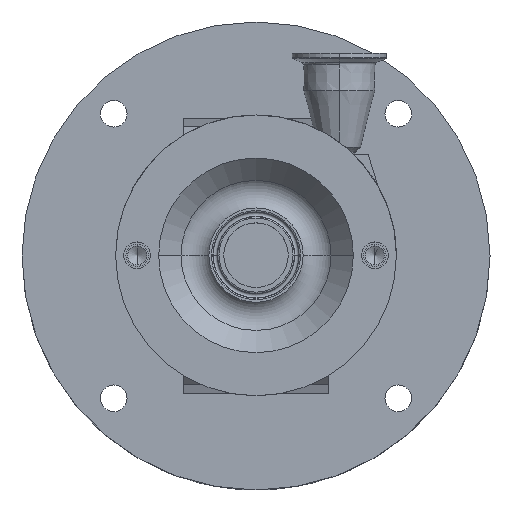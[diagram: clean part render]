
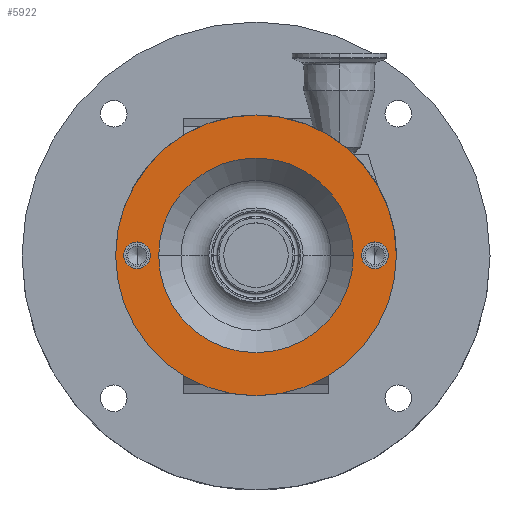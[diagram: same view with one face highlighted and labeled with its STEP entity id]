
A CAD part, top view. The second image highlights one B-rep face of the part: STEP entity #5922.
In plain terms, the highlighted planar face has unit normal (0, 0, 1).
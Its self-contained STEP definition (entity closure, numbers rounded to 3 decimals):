
#3 = DIRECTION ( 'NONE',  ( 0., 0., 1. ) ) ;
#4 = CARTESIAN_POINT ( 'NONE',  ( -75., 0., 209.1 ) ) ;
#111 = VERTEX_POINT ( 'NONE', #230 ) ;
#163 = EDGE_LOOP ( 'NONE', ( #3010, #2685 ) ) ;
#230 = CARTESIAN_POINT ( 'NONE',  ( 52., 0., 209.1 ) ) ;
#262 = FACE_OUTER_BOUND ( 'NONE', #5449, .T. ) ;
#340 = PLANE ( 'NONE',  #2593 ) ;
#411 = EDGE_CURVE ( 'NONE', #2543, #438, #3499, .T. ) ;
#418 = VERTEX_POINT ( 'NONE', #4368 ) ;
#438 = VERTEX_POINT ( 'NONE', #5880 ) ;
#498 = DIRECTION ( 'NONE',  ( 0., 0., 1. ) ) ;
#510 = CARTESIAN_POINT ( 'NONE',  ( -52., 0., 209.1 ) ) ;
#546 = ORIENTED_EDGE ( 'NONE', *, *, #6148, .F. ) ;
#628 = DIRECTION ( 'NONE',  ( 0., 0., 1. ) ) ;
#647 = CIRCLE ( 'NONE', #4172, 75. ) ;
#667 = CARTESIAN_POINT ( 'NONE',  ( -63.5, 0., 209.1 ) ) ;
#692 = EDGE_CURVE ( 'NONE', #438, #2543, #5765, .T. ) ;
#856 = DIRECTION ( 'NONE',  ( 1., 0., 0. ) ) ;
#1003 = CARTESIAN_POINT ( 'NONE',  ( 0., 0., 209.1 ) ) ;
#1187 = EDGE_CURVE ( 'NONE', #3576, #111, #3160, .T. ) ;
#1399 = CARTESIAN_POINT ( 'NONE',  ( 63.5, 0., 209.1 ) ) ;
#1419 = DIRECTION ( 'NONE',  ( 0., 0., 1. ) ) ;
#1497 = ORIENTED_EDGE ( 'NONE', *, *, #411, .F. ) ;
#1706 = AXIS2_PLACEMENT_3D ( 'NONE', #5288, #5311, #5244 ) ;
#1958 = CARTESIAN_POINT ( 'NONE',  ( -70.644, 0., 209.1 ) ) ;
#2050 = ORIENTED_EDGE ( 'NONE', *, *, #6445, .T. ) ;
#2056 = CIRCLE ( 'NONE', #2321, 75. ) ;
#2229 = DIRECTION ( 'NONE',  ( 0., 0., 1. ) ) ;
#2270 = VERTEX_POINT ( 'NONE', #4637 ) ;
#2321 = AXIS2_PLACEMENT_3D ( 'NONE', #4009, #3512, #2489 ) ;
#2424 = DIRECTION ( 'NONE',  ( 1., 0., 0. ) ) ;
#2435 = CARTESIAN_POINT ( 'NONE',  ( 0., 0., 209.1 ) ) ;
#2489 = DIRECTION ( 'NONE',  ( 1., 0., 0. ) ) ;
#2541 = EDGE_CURVE ( 'NONE', #4819, #3543, #647, .T. ) ;
#2543 = VERTEX_POINT ( 'NONE', #1958 ) ;
#2590 = FACE_BOUND ( 'NONE', #4855, .T. ) ;
#2593 = AXIS2_PLACEMENT_3D ( 'NONE', #4155, #628, #2749 ) ;
#2667 = DIRECTION ( 'NONE',  ( 1., 0., 0. ) ) ;
#2685 = ORIENTED_EDGE ( 'NONE', *, *, #1187, .F. ) ;
#2749 = DIRECTION ( 'NONE',  ( 1., 0., 0. ) ) ;
#2944 = DIRECTION ( 'NONE',  ( 0., 0., 1. ) ) ;
#2964 = CARTESIAN_POINT ( 'NONE',  ( 63.5, 0., 209.1 ) ) ;
#3010 = ORIENTED_EDGE ( 'NONE', *, *, #6650, .F. ) ;
#3111 = CARTESIAN_POINT ( 'NONE',  ( 75., 0., 209.1 ) ) ;
#3160 = CIRCLE ( 'NONE', #4724, 52. ) ;
#3499 = CIRCLE ( 'NONE', #4197, 7.144 ) ;
#3512 = DIRECTION ( 'NONE',  ( 0., 0., 1. ) ) ;
#3543 = VERTEX_POINT ( 'NONE', #4 ) ;
#3576 = VERTEX_POINT ( 'NONE', #510 ) ;
#3891 = EDGE_LOOP ( 'NONE', ( #4937, #546 ) ) ;
#3969 = FACE_BOUND ( 'NONE', #163, .T. ) ;
#4009 = CARTESIAN_POINT ( 'NONE',  ( 0., 0., 209.1 ) ) ;
#4028 = CIRCLE ( 'NONE', #4575, 7.144 ) ;
#4047 = ORIENTED_EDGE ( 'NONE', *, *, #692, .F. ) ;
#4155 = CARTESIAN_POINT ( 'NONE',  ( 0., 75., 209.1 ) ) ;
#4172 = AXIS2_PLACEMENT_3D ( 'NONE', #2435, #6576, #5033 ) ;
#4197 = AXIS2_PLACEMENT_3D ( 'NONE', #667, #2229, #5379 ) ;
#4368 = CARTESIAN_POINT ( 'NONE',  ( 70.644, 0., 209.1 ) ) ;
#4575 = AXIS2_PLACEMENT_3D ( 'NONE', #2964, #2944, #2424 ) ;
#4637 = CARTESIAN_POINT ( 'NONE',  ( 56.356, 0., 209.1 ) ) ;
#4724 = AXIS2_PLACEMENT_3D ( 'NONE', #1003, #3, #5182 ) ;
#4819 = VERTEX_POINT ( 'NONE', #3111 ) ;
#4855 = EDGE_LOOP ( 'NONE', ( #4047, #1497 ) ) ;
#4937 = ORIENTED_EDGE ( 'NONE', *, *, #6165, .F. ) ;
#5033 = DIRECTION ( 'NONE',  ( 1., 0., 0. ) ) ;
#5182 = DIRECTION ( 'NONE',  ( 1., 0., 0. ) ) ;
#5244 = DIRECTION ( 'NONE',  ( 1., 0., 0. ) ) ;
#5273 = AXIS2_PLACEMENT_3D ( 'NONE', #1399, #1419, #856 ) ;
#5288 = CARTESIAN_POINT ( 'NONE',  ( -63.5, 0., 209.1 ) ) ;
#5311 = DIRECTION ( 'NONE',  ( 0., 0., 1. ) ) ;
#5379 = DIRECTION ( 'NONE',  ( 1., 0., 0. ) ) ;
#5449 = EDGE_LOOP ( 'NONE', ( #6025, #2050 ) ) ;
#5456 = CIRCLE ( 'NONE', #5273, 7.144 ) ;
#5531 = AXIS2_PLACEMENT_3D ( 'NONE', #6306, #498, #2667 ) ;
#5765 = CIRCLE ( 'NONE', #1706, 7.144 ) ;
#5828 = FACE_BOUND ( 'NONE', #3891, .T. ) ;
#5880 = CARTESIAN_POINT ( 'NONE',  ( -56.356, 0., 209.1 ) ) ;
#5922 = ADVANCED_FACE ( 'NONE', ( #5828, #2590, #262, #3969 ), #340, .T. ) ;
#6025 = ORIENTED_EDGE ( 'NONE', *, *, #2541, .T. ) ;
#6148 = EDGE_CURVE ( 'NONE', #2270, #418, #4028, .T. ) ;
#6165 = EDGE_CURVE ( 'NONE', #418, #2270, #5456, .T. ) ;
#6276 = CIRCLE ( 'NONE', #5531, 52. ) ;
#6306 = CARTESIAN_POINT ( 'NONE',  ( 0., 0., 209.1 ) ) ;
#6445 = EDGE_CURVE ( 'NONE', #3543, #4819, #2056, .T. ) ;
#6576 = DIRECTION ( 'NONE',  ( 0., 0., 1. ) ) ;
#6650 = EDGE_CURVE ( 'NONE', #111, #3576, #6276, .T. ) ;
